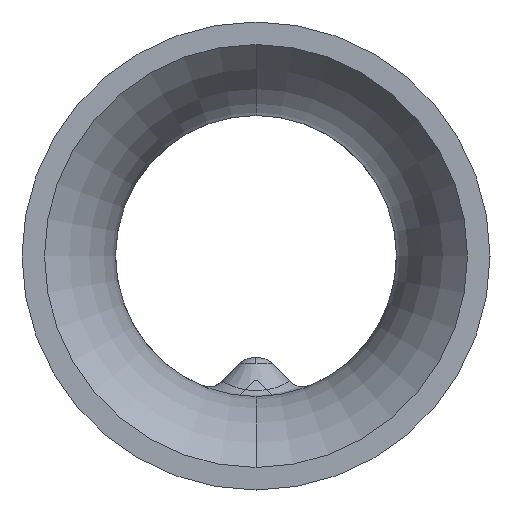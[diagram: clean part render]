
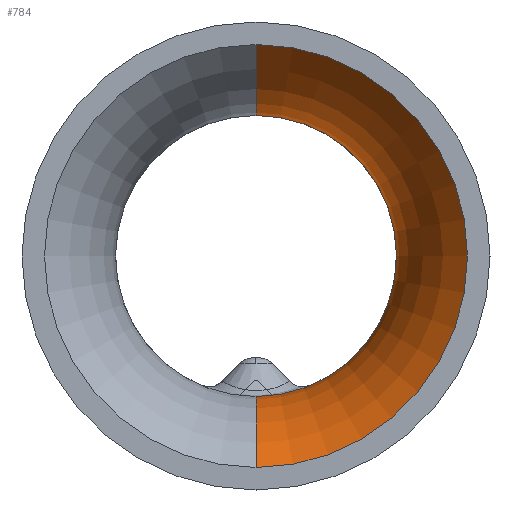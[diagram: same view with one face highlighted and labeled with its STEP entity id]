
A CAD part, front view. The second image highlights one B-rep face of the part: STEP entity #784.
In plain terms, the highlighted toroidal (fillet/blend) face has major radius 47.433 mm and minor radius 29.333 mm.
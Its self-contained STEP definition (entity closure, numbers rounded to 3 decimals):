
#49 = VERTEX_POINT ( 'NONE', #741 ) ;
#71 = CARTESIAN_POINT ( 'NONE',  ( 0., 0., 1.285 ) ) ;
#81 = VERTEX_POINT ( 'NONE', #85 ) ;
#85 = CARTESIAN_POINT ( 'NONE',  ( 0., -18.1, -20. ) ) ;
#340 = AXIS2_PLACEMENT_3D ( 'NONE', #621, #1499, #731 ) ;
#365 = CIRCLE ( 'NONE', #569, 18.1 ) ;
#468 = AXIS2_PLACEMENT_3D ( 'NONE', #1030, #788, #652 ) ;
#473 = EDGE_CURVE ( 'NONE', #1209, #81, #1226, .T. ) ;
#533 = DIRECTION ( 'NONE',  ( 0., 1., 0. ) ) ;
#551 = EDGE_LOOP ( 'NONE', ( #870, #797, #1309, #1055 ) ) ;
#569 = AXIS2_PLACEMENT_3D ( 'NONE', #936, #1580, #703 ) ;
#595 = EDGE_CURVE ( 'NONE', #81, #49, #365, .T. ) ;
#621 = CARTESIAN_POINT ( 'NONE',  ( 0., 47.433, -20. ) ) ;
#652 = DIRECTION ( 'NONE',  ( 0., -1., 0. ) ) ;
#668 = CARTESIAN_POINT ( 'NONE',  ( 0., 27.25, 1.285 ) ) ;
#703 = DIRECTION ( 'NONE',  ( 0., -1., 0. ) ) ;
#731 = DIRECTION ( 'NONE',  ( 0., 1., 0. ) ) ;
#741 = CARTESIAN_POINT ( 'NONE',  ( 0., 18.1, -20. ) ) ;
#756 = DIRECTION ( 'NONE',  ( -1., 0., 0. ) ) ;
#784 = ADVANCED_FACE ( 'NONE', ( #1532 ), #1404, .T. ) ;
#788 = DIRECTION ( 'NONE',  ( 0., 0., 1. ) ) ;
#797 = ORIENTED_EDGE ( 'NONE', *, *, #897, .T. ) ;
#799 = DIRECTION ( 'NONE',  ( 0., 0., 1. ) ) ;
#830 = VERTEX_POINT ( 'NONE', #668 ) ;
#870 = ORIENTED_EDGE ( 'NONE', *, *, #1582, .T. ) ;
#897 = EDGE_CURVE ( 'NONE', #830, #49, #1044, .T. ) ;
#936 = CARTESIAN_POINT ( 'NONE',  ( 0., 0., -20. ) ) ;
#979 = CARTESIAN_POINT ( 'NONE',  ( 0., -27.25, 1.285 ) ) ;
#1012 = DIRECTION ( 'NONE',  ( 0., -1., 0. ) ) ;
#1030 = CARTESIAN_POINT ( 'NONE',  ( 0., 0., -20. ) ) ;
#1044 = CIRCLE ( 'NONE', #340, 29.333 ) ;
#1055 = ORIENTED_EDGE ( 'NONE', *, *, #473, .F. ) ;
#1083 = AXIS2_PLACEMENT_3D ( 'NONE', #71, #799, #533 ) ;
#1209 = VERTEX_POINT ( 'NONE', #979 ) ;
#1216 = CIRCLE ( 'NONE', #1083, 27.25 ) ;
#1226 = CIRCLE ( 'NONE', #1297, 29.333 ) ;
#1297 = AXIS2_PLACEMENT_3D ( 'NONE', #1398, #756, #1012 ) ;
#1309 = ORIENTED_EDGE ( 'NONE', *, *, #595, .F. ) ;
#1398 = CARTESIAN_POINT ( 'NONE',  ( 0., -47.433, -20. ) ) ;
#1404 = TOROIDAL_SURFACE ( 'NONE', #468, 47.433, 29.333 ) ;
#1499 = DIRECTION ( 'NONE',  ( 1., 0., 0. ) ) ;
#1532 = FACE_OUTER_BOUND ( 'NONE', #551, .T. ) ;
#1580 = DIRECTION ( 'NONE',  ( 0., 0., 1. ) ) ;
#1582 = EDGE_CURVE ( 'NONE', #1209, #830, #1216, .T. ) ;
